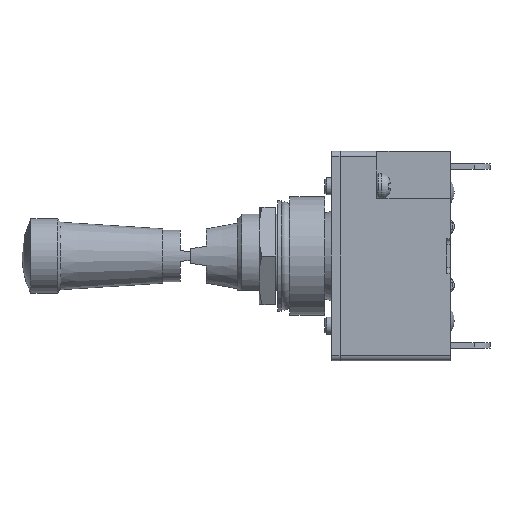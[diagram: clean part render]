
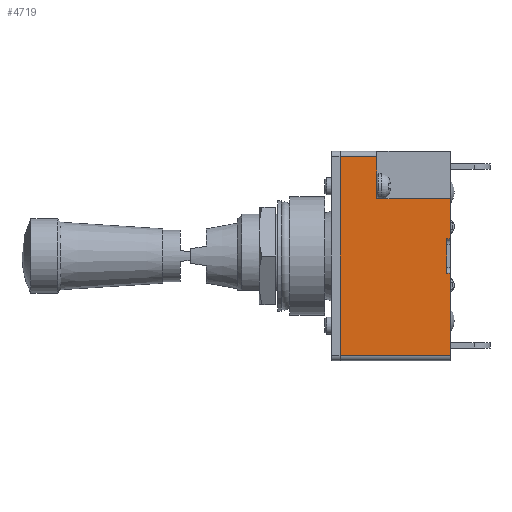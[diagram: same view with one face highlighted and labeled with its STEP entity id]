
A CAD part, left-side view. The second image highlights one B-rep face of the part: STEP entity #4719.
In plain terms, the highlighted face is planar.
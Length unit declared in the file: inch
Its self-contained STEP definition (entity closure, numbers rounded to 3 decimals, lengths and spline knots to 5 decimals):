
#316=PLANE('',#5093);
#499=LINE('',#7198,#921);
#500=LINE('',#7200,#922);
#501=LINE('',#7203,#923);
#502=LINE('',#7205,#924);
#503=LINE('',#7207,#925);
#504=LINE('',#7209,#926);
#505=LINE('',#7211,#927);
#506=LINE('',#7212,#928);
#507=LINE('',#7214,#929);
#508=LINE('',#7216,#930);
#921=VECTOR('',#5651,39.37008);
#922=VECTOR('',#5654,39.37008);
#923=VECTOR('',#5655,39.37008);
#924=VECTOR('',#5656,39.37008);
#925=VECTOR('',#5657,39.37008);
#926=VECTOR('',#5658,39.37008);
#927=VECTOR('',#5659,39.37008);
#928=VECTOR('',#5660,39.37008);
#929=VECTOR('',#5661,39.37008);
#930=VECTOR('',#5662,39.37008);
#1379=ORIENTED_EDGE('',*,*,#2772,.F.);
#1380=ORIENTED_EDGE('',*,*,#2773,.T.);
#1381=ORIENTED_EDGE('',*,*,#2774,.F.);
#1382=ORIENTED_EDGE('',*,*,#2775,.F.);
#1383=ORIENTED_EDGE('',*,*,#2776,.T.);
#1384=ORIENTED_EDGE('',*,*,#2777,.F.);
#1385=ORIENTED_EDGE('',*,*,#2771,.F.);
#1386=ORIENTED_EDGE('',*,*,#2778,.T.);
#1387=ORIENTED_EDGE('',*,*,#2779,.F.);
#1388=ORIENTED_EDGE('',*,*,#2780,.F.);
#2771=EDGE_CURVE('',#3462,#3461,#499,.T.);
#2772=EDGE_CURVE('',#3463,#3464,#500,.T.);
#2773=EDGE_CURVE('',#3463,#3465,#501,.T.);
#2774=EDGE_CURVE('',#3466,#3465,#502,.T.);
#2775=EDGE_CURVE('',#3467,#3466,#503,.T.);
#2776=EDGE_CURVE('',#3467,#3468,#504,.T.);
#2777=EDGE_CURVE('',#3461,#3468,#505,.T.);
#2778=EDGE_CURVE('',#3462,#3469,#506,.T.);
#2779=EDGE_CURVE('',#3470,#3469,#507,.T.);
#2780=EDGE_CURVE('',#3464,#3470,#508,.T.);
#3461=VERTEX_POINT('',#7195);
#3462=VERTEX_POINT('',#7197);
#3463=VERTEX_POINT('',#7201);
#3464=VERTEX_POINT('',#7202);
#3465=VERTEX_POINT('',#7204);
#3466=VERTEX_POINT('',#7206);
#3467=VERTEX_POINT('',#7208);
#3468=VERTEX_POINT('',#7210);
#3469=VERTEX_POINT('',#7213);
#3470=VERTEX_POINT('',#7215);
#3967=EDGE_LOOP('',(#1379,#1380,#1381,#1382,#1383,#1384,#1385,#1386,#1387,
#1388));
#4292=FACE_BOUND('',#3967,.T.);
#4719=ADVANCED_FACE('',(#4292),#316,.T.);
#5093=AXIS2_PLACEMENT_3D('',#7199,#5652,#5653);
#5651=DIRECTION('',(0.,1.,0.));
#5652=DIRECTION('',(1.,0.,0.));
#5653=DIRECTION('',(0.,0.,-1.));
#5654=DIRECTION('',(0.,1.,0.));
#5655=DIRECTION('',(0.,0.,-1.));
#5656=DIRECTION('',(0.,-1.,0.));
#5657=DIRECTION('',(0.,0.,1.));
#5658=DIRECTION('',(0.,1.,0.));
#5659=DIRECTION('',(0.,0.,-1.));
#5660=DIRECTION('',(0.,0.,-1.));
#5661=DIRECTION('',(0.,-1.,0.));
#5662=DIRECTION('',(0.,0.,1.));
#7195=CARTESIAN_POINT('',(0.3545,0.,0.5605));
#7197=CARTESIAN_POINT('',(0.3545,-0.622,0.5605));
#7198=CARTESIAN_POINT('',(0.3545,-0.622,0.5605));
#7199=CARTESIAN_POINT('',(0.3545,-0.622,0.5605));
#7200=CARTESIAN_POINT('',(0.3545,-0.622,-0.097));
#7201=CARTESIAN_POINT('',(0.3545,-0.622,-0.097));
#7202=CARTESIAN_POINT('',(0.3545,-0.602,-0.097));
#7203=CARTESIAN_POINT('',(0.3545,-0.622,0.5605));
#7204=CARTESIAN_POINT('',(0.3545,-0.622,-0.3235));
#7205=CARTESIAN_POINT('',(0.3545,-0.208,-0.3235));
#7206=CARTESIAN_POINT('',(0.3545,-0.208,-0.3235));
#7207=CARTESIAN_POINT('',(0.3545,-0.208,0.5605));
#7208=CARTESIAN_POINT('',(0.3545,-0.208,-0.5605));
#7209=CARTESIAN_POINT('',(0.3545,-0.622,-0.5605));
#7210=CARTESIAN_POINT('',(0.3545,0.,-0.5605));
#7211=CARTESIAN_POINT('',(0.3545,0.,0.5605));
#7212=CARTESIAN_POINT('',(0.3545,-0.622,0.5605));
#7213=CARTESIAN_POINT('',(0.3545,-0.622,0.097));
#7214=CARTESIAN_POINT('',(0.3545,-0.622,0.097));
#7215=CARTESIAN_POINT('',(0.3545,-0.602,0.097));
#7216=CARTESIAN_POINT('',(0.3545,-0.602,0.5605));
